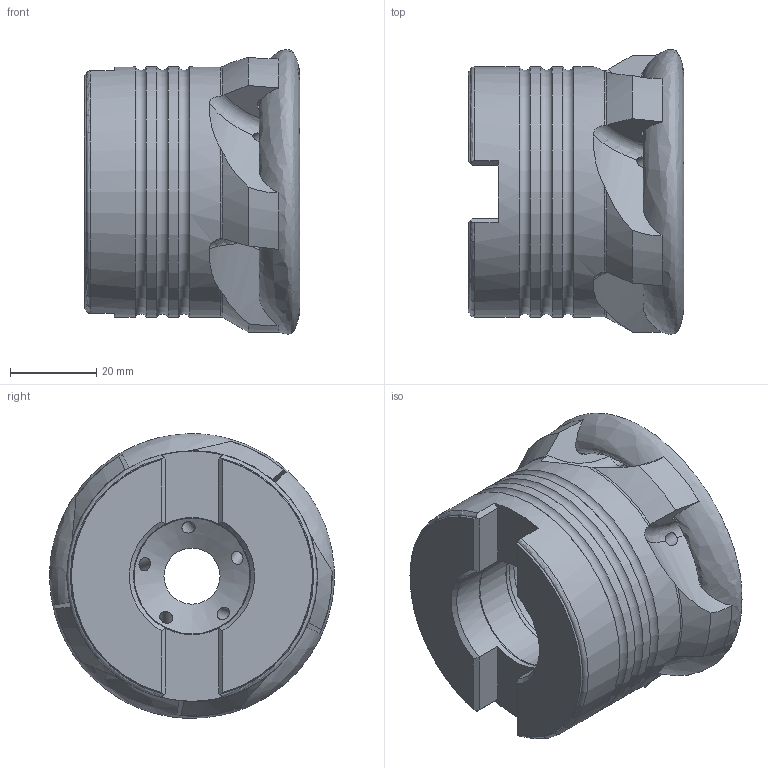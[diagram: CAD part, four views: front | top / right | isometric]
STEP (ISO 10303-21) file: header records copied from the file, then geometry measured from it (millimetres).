
FILE_DESCRIPTION (( 'STEP AP214' ), '1' );
FILE_NAME ('00PP-066-540-5.STEP', '2013-06-12T13:12:28', ( '' ), ( '' ), 'SwSTEP 2.0', 'SolidWorks 2013', '' );
FILE_SCHEMA (( 'AUTOMOTIVE_DESIGN' ));
Length unit declared in the file: millimetre
Products named in the file (1): 00PP-066-540-5
Bounding box: 50 x 65.98 x 65.93 mm (x, y, z)
Volume: 108683.8 mm3; surface area: 21144.6 mm2
Topology: 1 solids, 1 shells, 141 faces, 421 edges, 274 vertices
Faces by surface type: plane 65, cylinder 35, cone 18, torus 17, bspline 6
Full cylindrical faces by diameter (mm): 3 x5, 13 x1, 18.5 x1, 26.8 x1, 27 x1, 27.15 x1, 27.3 x1, 58 x4
Entity records: 6241 total; most frequent: CARTESIAN_POINT 2845, ORIENTED_EDGE 774, DIRECTION 574, EDGE_CURVE 387, VERTEX_POINT 263, AXIS2_PLACEMENT_3D 231, EDGE_LOOP 176, B_SPLINE_CURVE_WITH_KNOTS 166
